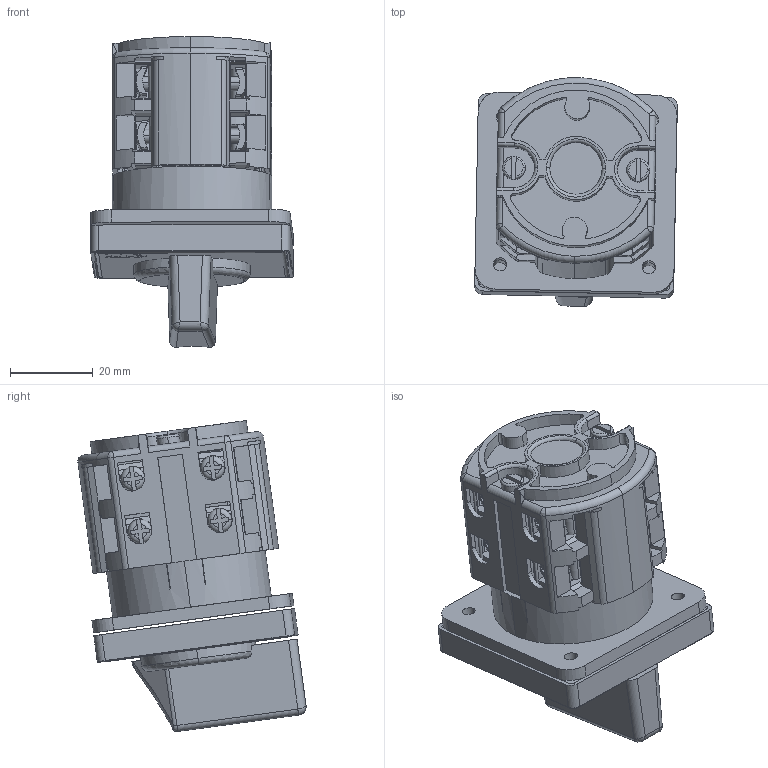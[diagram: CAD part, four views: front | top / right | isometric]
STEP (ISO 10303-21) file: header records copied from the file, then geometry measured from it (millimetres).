
FILE_DESCRIPTION((''),'2;1');
FILE_NAME('004773010_CS_25_2P_ASM','2021-10-01T',('marketing.praksa'),('Audax d.o.o.'),'CREO PARAMETRIC BY PTC INC, 2017480','CREO PARAMETRIC BY PTC INC, 2017480','');
FILE_SCHEMA(('AUTOMOTIVE_DESIGN { 1 0 10303 214 1 1 1 1 }'));
Products named in the file (24): BELI-POKROV-BREZ-LOGO_1_1_1; PRT9563_1_1_1_1_2; PRT9563_1_2_1_1; PRT9563_1_3_1_1; PRT9563_1_ASM_1_ASM; SWITCH-PRT_1_1_1_1_1_1_2_1; CRN-OKVIR_1_1_1; FRONT_ASM_1_ASM_1_ASM; SREDINA_1_1_1; SREDINA_1_2_1; SREDINA_1_ASM_1_ASM; VIJAKA-SPODNJA-2X_1_1_2_1_1; VIJAKA-SPODNJA-2X_1_1_2_2_1; VIJAKA-SPODNJA-2X_1_1_2_ASM_1_ASM; PRT9564_1_1_2_1_1; PRT9564_1_1_2_2_1; PRT9564_1_1_2_ASM_1_ASM; VIJAK1_ASM_1_1_ASM_1_ASM; E_1_1_1_1_1_1_2_3_1; BAK_ASM_1_1_ASM_1_ASM; PRT9558_1_1_1_1_1_1_2_3_1; COPPER-SP-HAL_ASM_1_1_ASM_1_ASM; SP-NEW_1_1_2_1_1; 004773010_CS_25_2P_ASM
Assembly tree (33 placements, depth 4):
  004773010_CS_25_2P_ASM
    FRONT_ASM_1_ASM_1_ASM
      BELI-POKROV-BREZ-LOGO_1_1_1
      PRT9563_1_ASM_1_ASM
        PRT9563_1_1_1_1_2
        PRT9563_1_2_1_1
        PRT9563_1_3_1_1
      SWITCH-PRT_1_1_1_1_1_1_2_1
      CRN-OKVIR_1_1_1
    SREDINA_1_ASM_1_ASM
      SREDINA_1_1_1
      SREDINA_1_2_1
    VIJAKA-SPODNJA-2X_1_1_2_ASM_1_ASM
      VIJAKA-SPODNJA-2X_1_1_2_1_1
      VIJAKA-SPODNJA-2X_1_1_2_2_1
    VIJAK1_ASM_1_1_ASM_1_ASM  x2
      PRT9564_1_1_2_ASM_1_ASM
        PRT9564_1_1_2_1_1
        PRT9564_1_1_2_2_1
    BAK_ASM_1_1_ASM_1_ASM  x4
      E_1_1_1_1_1_1_2_3_1
    COPPER-SP-HAL_ASM_1_1_ASM_1_ASM  x2
      PRT9558_1_1_1_1_1_1_2_3_1
    SP-NEW_1_1_2_1_1
Bounding box: 49.01 x 55.22 x 75.23 mm (x, y, z)
Volume: 59138.4 mm3; surface area: 50770.1 mm2
Topology: 35 solids, 35 shells, 2348 faces, 6995 edges, 4639 vertices
Faces by surface type: plane 1466, cylinder 724, torus 82, cone 30, bspline 28, sphere 18
Entity records: 100671 total; most frequent: CARTESIAN_POINT 15050, ORIENTED_EDGE 11856, DIRECTION 11486, PRESENTATION_STYLE_ASSIGNMENT 7543, STYLED_ITEM 7543, CURVE_STYLE 5928, EDGE_CURVE 5928, VECTOR 3950
